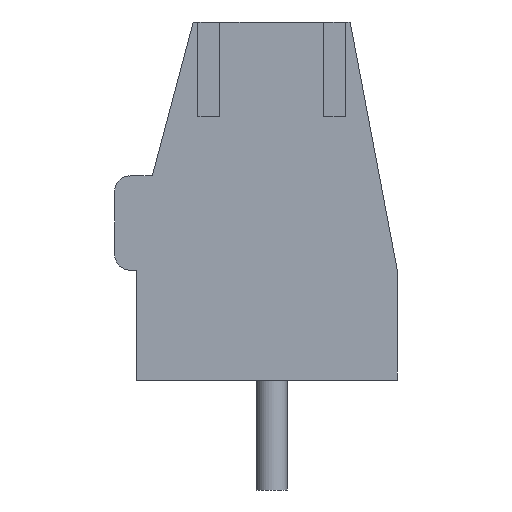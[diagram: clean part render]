
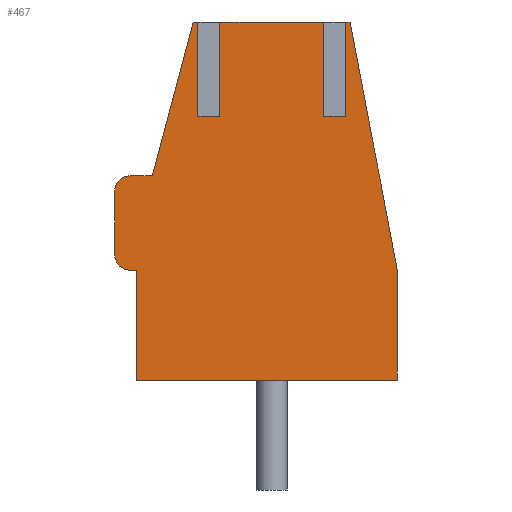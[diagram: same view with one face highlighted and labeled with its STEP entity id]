
A CAD part, front view. The second image highlights one B-rep face of the part: STEP entity #467.
In plain terms, the highlighted planar face has unit normal (0, -1, 0).
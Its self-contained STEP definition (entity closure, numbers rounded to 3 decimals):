
#13=DIRECTION('',(0.,0.,1.));
#14=DIRECTION('',(1.,0.,0.));
#72=VERTEX_POINT('',#73);
#73=CARTESIAN_POINT('',(4.,-27.5,0.));
#76=DIRECTION('',(0.,-1.,0.));
#77=ORIENTED_EDGE('',*,*,#78,.T.);
#78=EDGE_CURVE('',#72,#79,#81,.T.);
#79=VERTEX_POINT('',#80);
#80=CARTESIAN_POINT('',(4.,-27.5,3.5));
#81=LINE('',#73,#82);
#82=VECTOR('',#13,1.);
#93=DIRECTION('',(-1.,0.,0.));
#102=VECTOR('',#14,1.);
#114=VECTOR('',#93,1.);
#382=VERTEX_POINT('',#383);
#383=CARTESIAN_POINT('',(-4.3,-27.5,0.));
#384=ORIENTED_EDGE('',*,*,#385,.T.);
#385=EDGE_CURVE('',#382,#72,#386,.T.);
#386=LINE('',#383,#102);
#394=ORIENTED_EDGE('',*,*,#395,.T.);
#395=EDGE_CURVE('',#79,#396,#398,.T.);
#396=VERTEX_POINT('',#397);
#397=CARTESIAN_POINT('',(2.5,-27.5,11.4));
#398=LINE('',#80,#399);
#399=VECTOR('',#400,1.);
#400=DIRECTION('',(-0.187,0.,0.982));
#427=VECTOR('',#428,1.);
#428=DIRECTION('',(-0.256,0.,-0.967));
#446=VECTOR('',#447,1.);
#447=DIRECTION('',(0.,0.,-1.));
#467=ADVANCED_FACE('',(#468),#556,.T.);
#468=FACE_BOUND('',#469,.T.);
#469=EDGE_LOOP('',(#470,#384,#77,#394,#475,#480,#486,#492,#498,#502,#508,#514,#520,#524,#529,#534,#541,#546,#553));
#470=ORIENTED_EDGE('',*,*,#471,.T.);
#471=EDGE_CURVE('',#472,#382,#474,.T.);
#472=VERTEX_POINT('',#473);
#473=CARTESIAN_POINT('',(-4.3,-27.5,3.5));
#474=LINE('',#473,#446);
#475=ORIENTED_EDGE('',*,*,#476,.T.);
#476=EDGE_CURVE('',#396,#477,#479,.T.);
#477=VERTEX_POINT('',#478);
#478=CARTESIAN_POINT('',(2.35,-27.5,11.4));
#479=LINE('',#397,#114);
#480=ORIENTED_EDGE('',*,*,#481,.F.);
#481=EDGE_CURVE('',#482,#477,#484,.T.);
#482=VERTEX_POINT('',#483);
#483=CARTESIAN_POINT('',(2.35,-27.5,8.4));
#484=LINE('',#485,#82);
#485=CARTESIAN_POINT('',(2.35,-27.5,6.809));
#486=ORIENTED_EDGE('',*,*,#487,.T.);
#487=EDGE_CURVE('',#482,#488,#490,.T.);
#488=VERTEX_POINT('',#489);
#489=CARTESIAN_POINT('',(1.65,-27.5,8.4));
#490=LINE('',#491,#114);
#491=CARTESIAN_POINT('',(0.648,-27.5,8.4));
#492=ORIENTED_EDGE('',*,*,#493,.T.);
#493=EDGE_CURVE('',#488,#494,#496,.T.);
#494=VERTEX_POINT('',#495);
#495=CARTESIAN_POINT('',(1.65,-27.5,11.4));
#496=LINE('',#497,#82);
#497=CARTESIAN_POINT('',(1.65,-27.5,6.809));
#498=ORIENTED_EDGE('',*,*,#499,.T.);
#499=EDGE_CURVE('',#494,#500,#479,.T.);
#500=VERTEX_POINT('',#501);
#501=CARTESIAN_POINT('',(-1.65,-27.5,11.4));
#502=ORIENTED_EDGE('',*,*,#503,.F.);
#503=EDGE_CURVE('',#504,#500,#506,.T.);
#504=VERTEX_POINT('',#505);
#505=CARTESIAN_POINT('',(-1.65,-27.5,8.4));
#506=LINE('',#507,#82);
#507=CARTESIAN_POINT('',(-1.65,-27.5,6.809));
#508=ORIENTED_EDGE('',*,*,#509,.T.);
#509=EDGE_CURVE('',#504,#510,#512,.T.);
#510=VERTEX_POINT('',#511);
#511=CARTESIAN_POINT('',(-2.35,-27.5,8.4));
#512=LINE('',#513,#114);
#513=CARTESIAN_POINT('',(-1.352,-27.5,8.4));
#514=ORIENTED_EDGE('',*,*,#515,.T.);
#515=EDGE_CURVE('',#510,#516,#518,.T.);
#516=VERTEX_POINT('',#517);
#517=CARTESIAN_POINT('',(-2.35,-27.5,11.4));
#518=LINE('',#519,#82);
#519=CARTESIAN_POINT('',(-2.35,-27.5,6.809));
#520=ORIENTED_EDGE('',*,*,#521,.T.);
#521=EDGE_CURVE('',#516,#522,#479,.T.);
#522=VERTEX_POINT('',#523);
#523=CARTESIAN_POINT('',(-2.5,-27.5,11.4));
#524=ORIENTED_EDGE('',*,*,#525,.T.);
#525=EDGE_CURVE('',#522,#526,#528,.T.);
#526=VERTEX_POINT('',#527);
#527=CARTESIAN_POINT('',(-3.8,-27.5,6.5));
#528=LINE('',#523,#427);
#529=ORIENTED_EDGE('',*,*,#530,.T.);
#530=EDGE_CURVE('',#526,#531,#533,.T.);
#531=VERTEX_POINT('',#532);
#532=CARTESIAN_POINT('',(-4.5,-27.5,6.5));
#533=LINE('',#527,#114);
#534=ORIENTED_EDGE('',*,*,#535,.T.);
#535=EDGE_CURVE('',#531,#536,#538,.T.);
#536=VERTEX_POINT('',#537);
#537=CARTESIAN_POINT('',(-5.,-27.5,6.));
#538=ELLIPSE('',#539,0.5,0.5);
#539=AXIS2_PLACEMENT_3D('',#540,#76,#14);
#540=CARTESIAN_POINT('',(-4.5,-27.5,6.));
#541=ORIENTED_EDGE('',*,*,#542,.T.);
#542=EDGE_CURVE('',#536,#543,#545,.T.);
#543=VERTEX_POINT('',#544);
#544=CARTESIAN_POINT('',(-5.,-27.5,4.));
#545=LINE('',#537,#446);
#546=ORIENTED_EDGE('',*,*,#547,.T.);
#547=EDGE_CURVE('',#543,#548,#550,.T.);
#548=VERTEX_POINT('',#549);
#549=CARTESIAN_POINT('',(-4.5,-27.5,3.5));
#550=ELLIPSE('',#551,0.5,0.5);
#551=AXIS2_PLACEMENT_3D('',#552,#76,#14);
#552=CARTESIAN_POINT('',(-4.5,-27.5,4.));
#553=ORIENTED_EDGE('',*,*,#554,.T.);
#554=EDGE_CURVE('',#548,#472,#555,.T.);
#555=LINE('',#549,#102);
#556=PLANE('',#557);
#557=AXIS2_PLACEMENT_3D('',#558,#76,#447);
#558=CARTESIAN_POINT('',(-0.354,-27.5,5.217));
